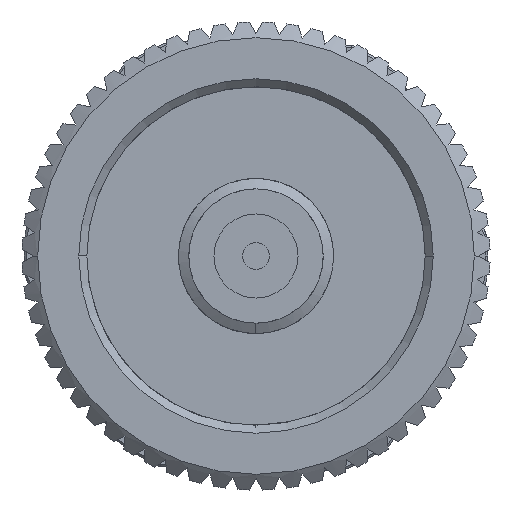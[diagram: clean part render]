
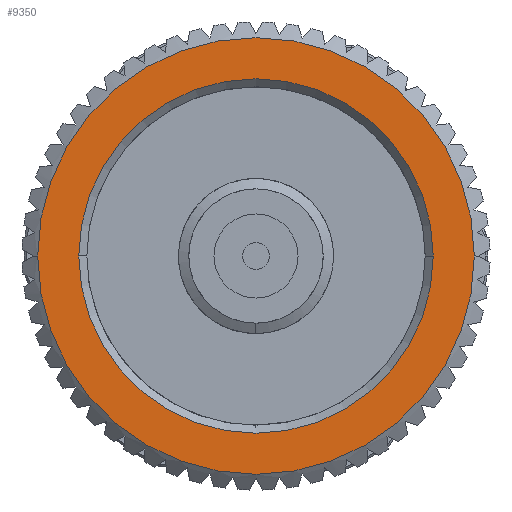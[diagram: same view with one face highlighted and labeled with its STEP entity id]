
A CAD part, left-side view. The second image highlights one B-rep face of the part: STEP entity #9350.
In plain terms, the highlighted planar face has unit normal (-1, 0, 0).
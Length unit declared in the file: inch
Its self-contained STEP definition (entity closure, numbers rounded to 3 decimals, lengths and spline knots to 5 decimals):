
#763 = VERTEX_POINT ( 'NONE', #3166 ) ;
#1054 = AXIS2_PLACEMENT_3D ( 'NONE', #4110, #7169, #5080 ) ;
#1507 = ORIENTED_EDGE ( 'NONE', *, *, #2202, .F. ) ;
#1551 = PLANE ( 'NONE',  #2225 ) ;
#2008 = EDGE_CURVE ( 'NONE', #7833, #763, #7296, .T. ) ;
#2143 = FACE_BOUND ( 'NONE', #4044, .T. ) ;
#2202 = EDGE_CURVE ( 'NONE', #13490, #12579, #4608, .T. ) ;
#2225 = AXIS2_PLACEMENT_3D ( 'NONE', #3259, #10963, #5602 ) ;
#2409 = AXIS2_PLACEMENT_3D ( 'NONE', #2959, #3168, #7408 ) ;
#2606 = EDGE_CURVE ( 'NONE', #12579, #13490, #10630, .T. ) ;
#2607 = ORIENTED_EDGE ( 'NONE', *, *, #5249, .T. ) ;
#2839 = AXIS2_PLACEMENT_3D ( 'NONE', #6143, #10394, #4059 ) ;
#2959 = CARTESIAN_POINT ( 'NONE',  ( 0., 0., 0. ) ) ;
#3015 = DIRECTION ( 'NONE',  ( 0., -1., 0. ) ) ;
#3166 = CARTESIAN_POINT ( 'NONE',  ( 0., -0.4065, 0. ) ) ;
#3168 = DIRECTION ( 'NONE',  ( -1., 0., 0. ) ) ;
#3246 = CARTESIAN_POINT ( 'NONE',  ( 0., 0.33, 0. ) ) ;
#3259 = CARTESIAN_POINT ( 'NONE',  ( 0., 0., 0. ) ) ;
#3793 = CIRCLE ( 'NONE', #5359, 0.4065 ) ;
#4044 = EDGE_LOOP ( 'NONE', ( #1507, #8587 ) ) ;
#4059 = DIRECTION ( 'NONE',  ( 0., -1., 0. ) ) ;
#4110 = CARTESIAN_POINT ( 'NONE',  ( 0., 0., 0. ) ) ;
#4131 = DIRECTION ( 'NONE',  ( -1., 0., 0. ) ) ;
#4608 = CIRCLE ( 'NONE', #2839, 0.33 ) ;
#5080 = DIRECTION ( 'NONE',  ( 0., -1., 0. ) ) ;
#5249 = EDGE_CURVE ( 'NONE', #763, #7833, #3793, .T. ) ;
#5359 = AXIS2_PLACEMENT_3D ( 'NONE', #8167, #4131, #3015 ) ;
#5424 = ORIENTED_EDGE ( 'NONE', *, *, #2008, .T. ) ;
#5602 = DIRECTION ( 'NONE',  ( 0., 1., 0. ) ) ;
#5772 = CARTESIAN_POINT ( 'NONE',  ( 0., -0.33, 0. ) ) ;
#6143 = CARTESIAN_POINT ( 'NONE',  ( 0., 0., 0. ) ) ;
#6182 = CARTESIAN_POINT ( 'NONE',  ( 0., 0.4065, 0. ) ) ;
#6784 = EDGE_LOOP ( 'NONE', ( #5424, #2607 ) ) ;
#7169 = DIRECTION ( 'NONE',  ( -1., 0., 0. ) ) ;
#7296 = CIRCLE ( 'NONE', #2409, 0.4065 ) ;
#7408 = DIRECTION ( 'NONE',  ( 0., -1., 0. ) ) ;
#7833 = VERTEX_POINT ( 'NONE', #6182 ) ;
#8167 = CARTESIAN_POINT ( 'NONE',  ( 0., 0., 0. ) ) ;
#8587 = ORIENTED_EDGE ( 'NONE', *, *, #2606, .F. ) ;
#9350 = ADVANCED_FACE ( 'NONE', ( #12733, #2143 ), #1551, .F. ) ;
#10394 = DIRECTION ( 'NONE',  ( -1., 0., 0. ) ) ;
#10630 = CIRCLE ( 'NONE', #1054, 0.33 ) ;
#10963 = DIRECTION ( 'NONE',  ( 1., 0., 0. ) ) ;
#12579 = VERTEX_POINT ( 'NONE', #3246 ) ;
#12733 = FACE_OUTER_BOUND ( 'NONE', #6784, .T. ) ;
#13490 = VERTEX_POINT ( 'NONE', #5772 ) ;
